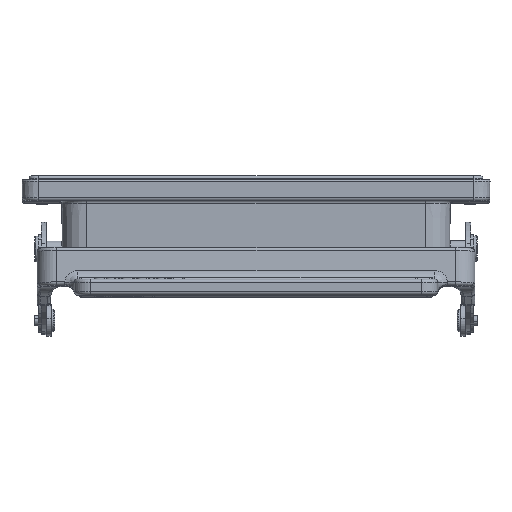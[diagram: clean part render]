
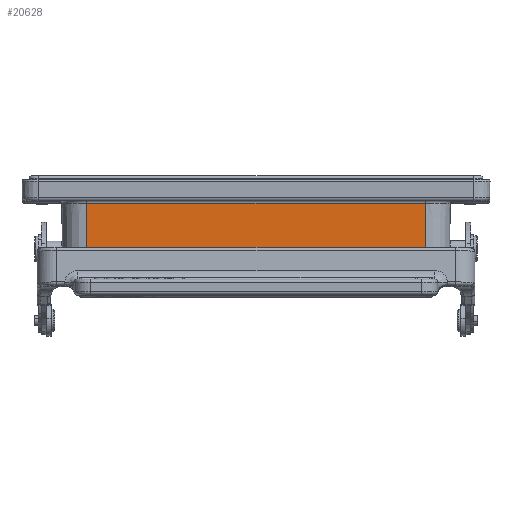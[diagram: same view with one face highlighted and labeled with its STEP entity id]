
A CAD part, top view. The second image highlights one B-rep face of the part: STEP entity #20628.
In plain terms, the highlighted planar face has unit normal (0, -0.009, 1).
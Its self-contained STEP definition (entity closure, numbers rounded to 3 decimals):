
#3490=DIRECTION('',(0.,-1.,-0.009));
#3491=VECTOR('',#3490,18.208);
#3492=CARTESIAN_POINT('',(-52.5,18.207,21.659));
#3493=LINE('',#3492,#3491);
#3508=DIRECTION('',(-1.,0.,0.));
#3509=VECTOR('',#3508,105.);
#3510=CARTESIAN_POINT('',(52.5,0.,
21.5));
#3511=LINE('',#3510,#3509);
#3512=DIRECTION('',(-1.,0.,0.));
#3513=VECTOR('',#3512,105.);
#3514=CARTESIAN_POINT('',(52.5,18.207,21.659));
#3515=LINE('',#3514,#3513);
#3550=DIRECTION('',(0.,1.,0.009));
#3551=VECTOR('',#3550,18.208);
#3552=CARTESIAN_POINT('',(52.5,0.,
21.5));
#3553=LINE('',#3552,#3551);
#14787=CARTESIAN_POINT('',(52.5,18.207,21.659));
#14788=VERTEX_POINT('',#14787);
#14791=CARTESIAN_POINT('',(52.5,0.,21.5));
#14793=VERTEX_POINT('',#14791);
#14888=CARTESIAN_POINT('',(-52.5,18.207,
21.659));
#14889=VERTEX_POINT('',#14888);
#14890=CARTESIAN_POINT('',(-52.5,0.,
21.5));
#14891=VERTEX_POINT('',#14890);
#20615=CARTESIAN_POINT('',(-62.864,0.,21.5));
#20616=DIRECTION('',(0.,-0.009,1.));
#20617=DIRECTION('',(-1.,0.,0.));
#20618=AXIS2_PLACEMENT_3D('',#20615,#20616,#20617);
#20619=PLANE('',#20618);
#20620=ORIENTED_EDGE('',*,*,#20599,.T.);
#20621=ORIENTED_EDGE('',*,*,#20569,.F.);
#20623=ORIENTED_EDGE('',*,*,#20622,.F.);
#20625=ORIENTED_EDGE('',*,*,#20624,.F.);
#20626=EDGE_LOOP('',(#20620,#20621,#20623,#20625));
#20627=FACE_OUTER_BOUND('',#20626,.F.);
#20628=ADVANCED_FACE('',(#20627),#20619,.T.);
#20569=EDGE_CURVE('',#14889,#14891,#3493,.T.);
#20599=EDGE_CURVE('',#14793,#14891,#3511,.T.);
#20622=EDGE_CURVE('',#14788,#14889,#3515,.T.);
#20624=EDGE_CURVE('',#14793,#14788,#3553,.T.);
